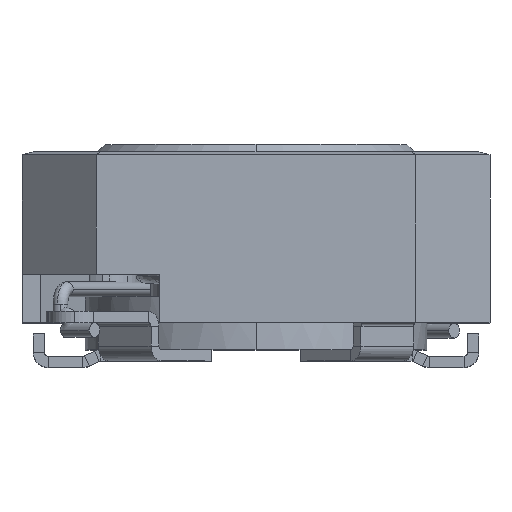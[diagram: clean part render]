
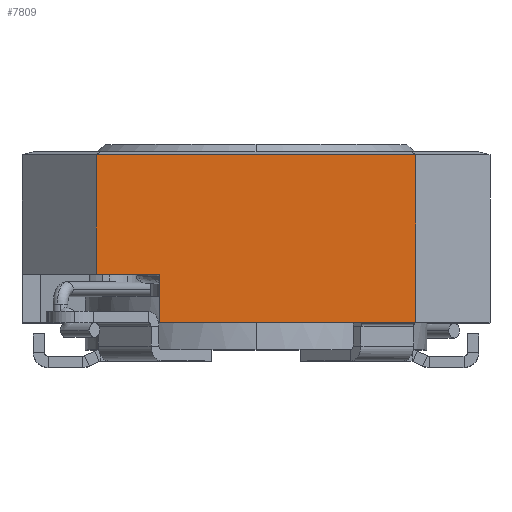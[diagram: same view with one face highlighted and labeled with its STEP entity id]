
A CAD part, top view. The second image highlights one B-rep face of the part: STEP entity #7809.
In plain terms, the highlighted planar face has unit normal (0, 0, 1).
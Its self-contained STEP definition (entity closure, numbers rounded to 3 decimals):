
#47 = FACE_OUTER_BOUND ( 'NONE', #5468, .T. ) ;
#102 = EDGE_CURVE ( 'NONE', #6097, #1799, #3674, .T. ) ;
#137 = VERTEX_POINT ( 'NONE', #9279 ) ;
#220 = EDGE_CURVE ( 'NONE', #3702, #8420, #3222, .T. ) ;
#285 = DIRECTION ( 'NONE',  ( 0., -1., 0. ) ) ;
#299 = DIRECTION ( 'NONE',  ( 0., 1., 0. ) ) ;
#662 = CARTESIAN_POINT ( 'NONE',  ( -2.15, -8.31, 3.15 ) ) ;
#872 = ORIENTED_EDGE ( 'NONE', *, *, #8301, .F. ) ;
#978 = CARTESIAN_POINT ( 'NONE',  ( -1.3, 1.25, 3.15 ) ) ;
#1367 = EDGE_CURVE ( 'NONE', #7215, #6097, #7839, .T. ) ;
#1799 = VERTEX_POINT ( 'NONE', #9045 ) ;
#2049 = CARTESIAN_POINT ( 'NONE',  ( -2.15, 1.25, 3.15 ) ) ;
#2066 = EDGE_CURVE ( 'NONE', #8420, #137, #6023, .T. ) ;
#2073 = DIRECTION ( 'NONE',  ( 0., -1., 0. ) ) ;
#2332 = CARTESIAN_POINT ( 'NONE',  ( -3.15, -8.31, 3.15 ) ) ;
#2478 = ORIENTED_EDGE ( 'NONE', *, *, #3406, .T. ) ;
#2868 = DIRECTION ( 'NONE',  ( -1., 0., 0. ) ) ;
#2944 = CARTESIAN_POINT ( 'NONE',  ( -1.3, 1.25, 3.15 ) ) ;
#3061 = DIRECTION ( 'NONE',  ( 0., 0., 1. ) ) ;
#3173 = CARTESIAN_POINT ( 'NONE',  ( 2.15, -8.31, 3.15 ) ) ;
#3222 = LINE ( 'NONE', #978, #7620 ) ;
#3228 = VECTOR ( 'NONE', #299, 1000. ) ;
#3296 = VECTOR ( 'NONE', #2868, 1000. ) ;
#3406 = EDGE_CURVE ( 'NONE', #137, #7215, #8395, .T. ) ;
#3437 = VECTOR ( 'NONE', #8410, 1000. ) ;
#3537 = CARTESIAN_POINT ( 'NONE',  ( -3.15, 0.6, 3.15 ) ) ;
#3674 = LINE ( 'NONE', #662, #8856 ) ;
#3702 = VERTEX_POINT ( 'NONE', #2944 ) ;
#4257 = DIRECTION ( 'NONE',  ( 1., 0., 0. ) ) ;
#4744 = CARTESIAN_POINT ( 'NONE',  ( -3.15, 2.86, 3.15 ) ) ;
#5047 = AXIS2_PLACEMENT_3D ( 'NONE', #2332, #3061, #7336 ) ;
#5190 = PLANE ( 'NONE',  #5047 ) ;
#5468 = EDGE_LOOP ( 'NONE', ( #2478, #7642, #6288, #872, #6283, #8334 ) ) ;
#6023 = LINE ( 'NONE', #3537, #8273 ) ;
#6058 = CARTESIAN_POINT ( 'NONE',  ( 2.15, 2.86, 3.15 ) ) ;
#6097 = VERTEX_POINT ( 'NONE', #8574 ) ;
#6212 = LINE ( 'NONE', #2049, #3296 ) ;
#6283 = ORIENTED_EDGE ( 'NONE', *, *, #220, .T. ) ;
#6288 = ORIENTED_EDGE ( 'NONE', *, *, #102, .T. ) ;
#6627 = CARTESIAN_POINT ( 'NONE',  ( -1.3, 0.6, 3.15 ) ) ;
#7215 = VERTEX_POINT ( 'NONE', #6058 ) ;
#7336 = DIRECTION ( 'NONE',  ( 1., 0., 0. ) ) ;
#7620 = VECTOR ( 'NONE', #285, 1000. ) ;
#7642 = ORIENTED_EDGE ( 'NONE', *, *, #1367, .T. ) ;
#7809 = ADVANCED_FACE ( 'NONE', ( #47 ), #5190, .T. ) ;
#7839 = LINE ( 'NONE', #4744, #3437 ) ;
#8273 = VECTOR ( 'NONE', #4257, 1000. ) ;
#8301 = EDGE_CURVE ( 'NONE', #3702, #1799, #6212, .T. ) ;
#8334 = ORIENTED_EDGE ( 'NONE', *, *, #2066, .T. ) ;
#8395 = LINE ( 'NONE', #3173, #3228 ) ;
#8410 = DIRECTION ( 'NONE',  ( -1., 0., 0. ) ) ;
#8420 = VERTEX_POINT ( 'NONE', #6627 ) ;
#8574 = CARTESIAN_POINT ( 'NONE',  ( -2.15, 2.86, 3.15 ) ) ;
#8856 = VECTOR ( 'NONE', #2073, 1000. ) ;
#9045 = CARTESIAN_POINT ( 'NONE',  ( -2.15, 1.25, 3.15 ) ) ;
#9279 = CARTESIAN_POINT ( 'NONE',  ( 2.15, 0.6, 3.15 ) ) ;
